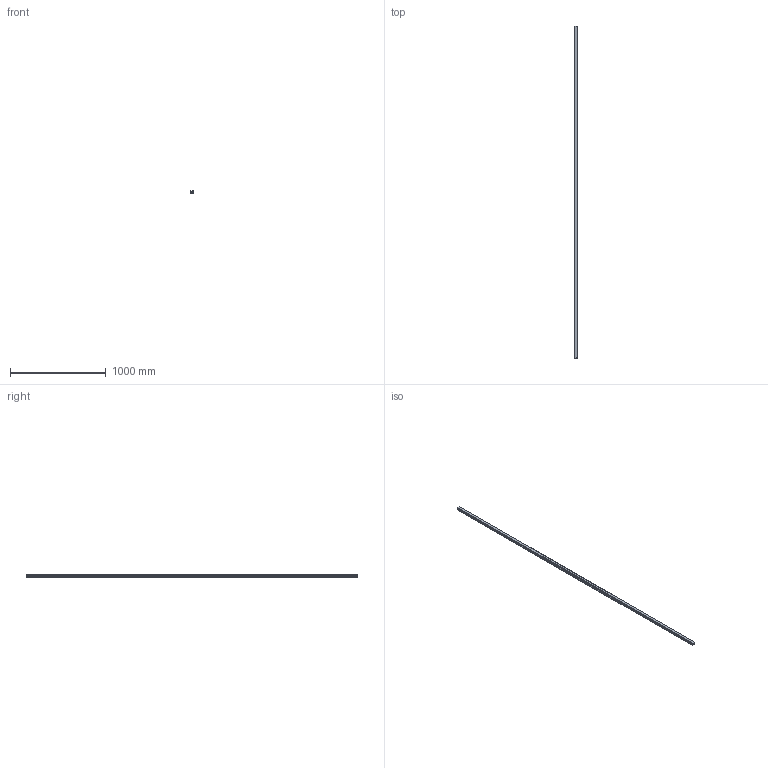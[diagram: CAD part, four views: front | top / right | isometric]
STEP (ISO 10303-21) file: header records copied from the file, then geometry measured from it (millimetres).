
FILE_DESCRIPTION(('STEP AP214'),'1');
FILE_NAME('cctmp_02BE6099-1D30-4F7A-A2E0-16D6BDABB5CD_2021_01_27_11_13_33_0644..stp','2021-01-27T10:13:33',('HIWIN GmbH'),('CADClick - www.CADClick.com'),'Spatial InterOp 3D',' ','unknown authorization');
FILE_SCHEMA(('AUTOMOTIVE_DESIGN'));
Length unit declared in the file: millimetre
Products named in the file (1): HGR35T3470C_FILE
Bounding box: 34 x 3470 x 29 mm (x, y, z)
Volume: 2926441.7 mm3; surface area: 469997.9 mm2
Topology: 1 solids, 1 shells, 291 faces, 767 edges, 438 vertices
Faces by surface type: cylinder 110, plane 93, cone 88
Entity records: 10633 total; most frequent: DIRECTION 1483, CARTESIAN_POINT 1409, ORIENTED_EDGE 1358, EDGE_CURVE 679, AXIS2_PLACEMENT_3D 512, LINE 459, VECTOR 459, VERTEX_POINT 438
